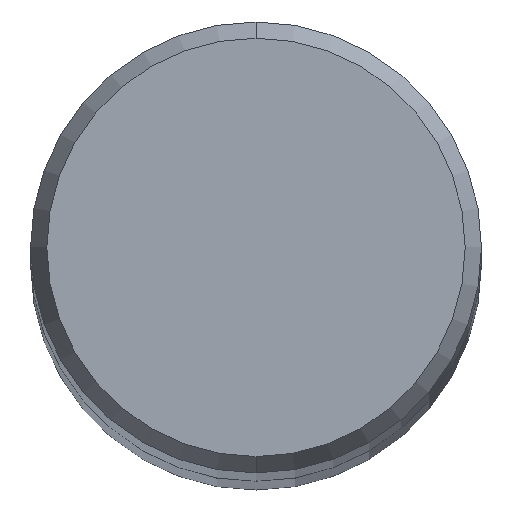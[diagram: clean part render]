
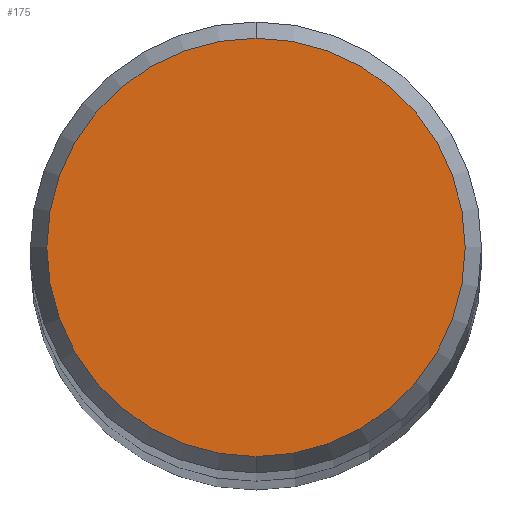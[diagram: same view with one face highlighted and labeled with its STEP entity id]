
A CAD part, top view. The second image highlights one B-rep face of the part: STEP entity #175.
In plain terms, the highlighted planar face has unit normal (0, 0, 1).
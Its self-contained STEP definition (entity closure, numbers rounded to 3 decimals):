
#117=VERTEX_POINT('',#240);
#129=EDGE_CURVE('',#117,#169,#252,.T.);
#159=EDGE_CURVE('',#169,#117,#287,.T.);
#169=VERTEX_POINT('',#299);
#175=ADVANCED_FACE('',(#305),#306,.T.);
#240=CARTESIAN_POINT('',(0.,-2.946,0.0));
#252=CIRCLE('',#387,2.946);
#287=CIRCLE('',#434,2.946);
#299=CARTESIAN_POINT('',(0.0,2.946,0.0));
#305=FACE_OUTER_BOUND('',#456,.T.);
#306=PLANE('',#457);
#387=AXIS2_PLACEMENT_3D('',#522,#523,#524);
#434=AXIS2_PLACEMENT_3D('',#573,#574,#575);
#456=EDGE_LOOP('',(#597,#598));
#457=AXIS2_PLACEMENT_3D('',#599,#600,#601);
#522=CARTESIAN_POINT('',(0.0,0.0,0.0));
#523=DIRECTION('',(0.0,0.0,-1.0));
#524=DIRECTION('',(0.0,1.0,0.0));
#573=CARTESIAN_POINT('',(0.0,0.0,0.0));
#574=DIRECTION('',(0.0,0.0,-1.0));
#575=DIRECTION('',(0.0,1.0,0.0));
#597=ORIENTED_EDGE('',*,*,#159,.F.);
#598=ORIENTED_EDGE('',*,*,#129,.F.);
#599=CARTESIAN_POINT('',(0.0,1.473,0.0));
#600=DIRECTION('',(-0.0,0.0,1.0));
#601=DIRECTION('',(0.0,-1.0,0.0));
